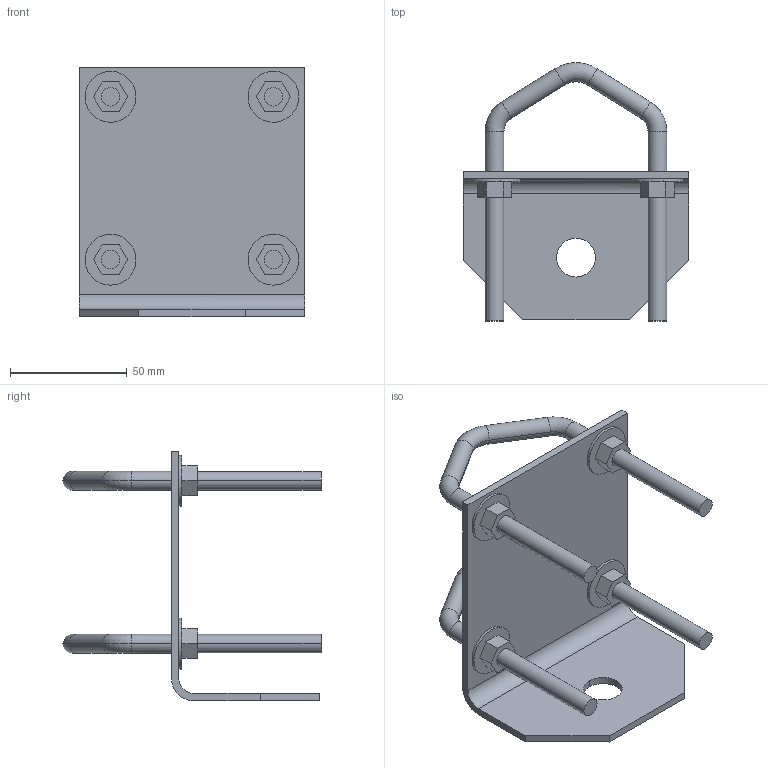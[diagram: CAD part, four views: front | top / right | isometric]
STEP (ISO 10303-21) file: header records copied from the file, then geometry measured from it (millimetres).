
FILE_DESCRIPTION(('CATIA V5 STEP Exchange','CAx-IF Rec.Pracs.--- Model Styling and Organization---1.4--- 2014-01-23'),'2;1');
FILE_NAME ('D1488173_0_2788470000_S3D_IE_ANT_MOUNT_POLE_NF.stp','2021-06-01T11:59:32+00:00',('none'),('Weidmueller'),'CATIA Version 5-6 Release 2016 SP3 HF44','CATIA V5 STEP AP214','none');
FILE_SCHEMA(('AUTOMOTIVE_DESIGN { 1 0 10303 214 1 1 1 1 }'));
Length unit declared in the file: millimetre
Products named in the file (1): S3D_IE_ANT_MOUNT_POLE_NF
Bounding box: 96.52 x 110.66 x 107.06 mm (x, y, z)
Volume: 75870.3 mm3; surface area: 49922.6 mm2
Topology: 11 solids, 11 shells, 130 faces, 288 edges, 184 vertices
Faces by surface type: cylinder 60, plane 58, torus 12
Entity records: 3912 total; most frequent: CARTESIAN_POINT 911, ORIENTED_EDGE 576, DIRECTION 510, EDGE_CURVE 288, AXIS2_PLACEMENT_3D 235, VERTEX_POINT 184, EDGE_LOOP 160, VECTOR 156
